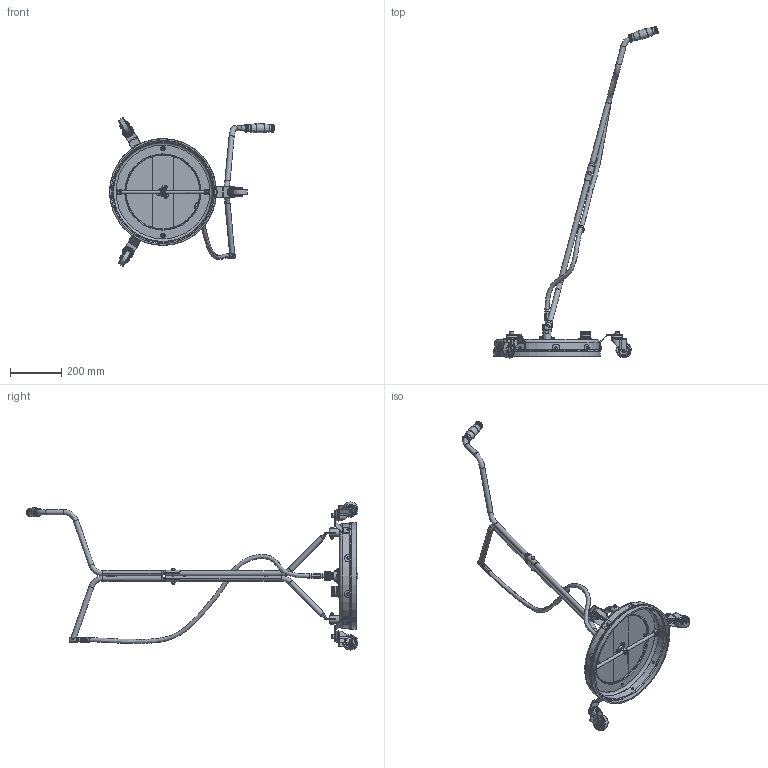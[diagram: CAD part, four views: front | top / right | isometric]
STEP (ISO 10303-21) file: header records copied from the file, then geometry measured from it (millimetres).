
FILE_DESCRIPTION(/* description */ (''),/* implementation_level */ '2;1');
FILE_NAME(/* name */ '78.982.stp',/* time_stamp */ '2023-05-01T10:13:01+02:00',/* author */ ('p.faeh'),/* organization */ (''),/* preprocessor_version */ 'ST-DEVELOPER v18',/* originating_system */ 'Autodesk Inventor 2020',/* authorisation */ '');
FILE_SCHEMA (('AUTOMOTIVE_DESIGN { 1 0 10303 214 3 1 1 }'));
Products named in the file (1): 78.982
Bounding box: 646.64 x 1300.22 x 580.23 mm (x, y, z)
Volume: 1446971 mm3; surface area: 1340470.2 mm2
Topology: 1 solids, 19 shells, 3300 faces, 8838 edges, 5744 vertices
Faces by surface type: plane 1289, bspline 938, cylinder 590, cone 310, torus 170, sphere 3
Full cylindrical faces by diameter (mm): 4 x2, 4.5 x2, 4.917 x6, 5.459 x14, 5.8 x6, 6 x18, 6.4 x16, 6.5 x6, 7 x10, 7.3 x2, 7.323 x3, 8 x19, 8.2 x4, 8.376 x2, 8.5 x2, 8.7 x14, 8.9 x14, 8.917 x2, 9 x2, 10 x8, 10.5 x5, 11 x2, 11.4 x3, 11.445 x1, 11.6 x3, 11.85 x1, 12 x8, 12.2 x4, 14 x1, 16 x4
Entity records: 128861 total; most frequent: CARTESIAN_POINT 49170, ORIENTED_EDGE 17542, DIRECTION 13407, EDGE_CURVE 8771, VERTEX_POINT 5744, AXIS2_PLACEMENT_3D 4942, EDGE_LOOP 3670, LINE 3523
